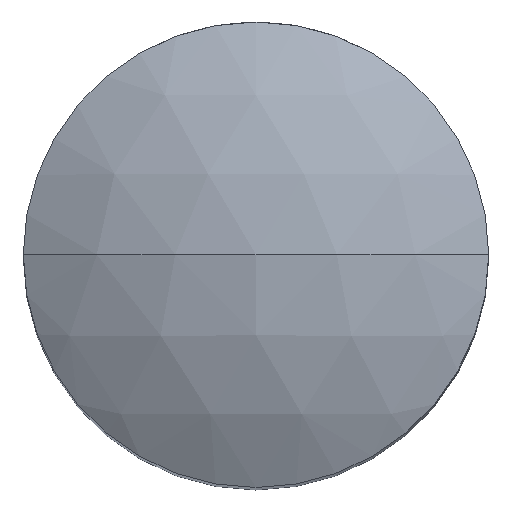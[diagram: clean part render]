
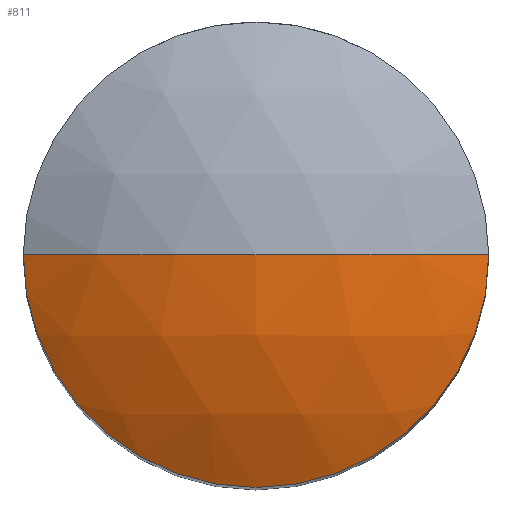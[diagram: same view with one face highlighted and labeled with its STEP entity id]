
A CAD part, top view. The second image highlights one B-rep face of the part: STEP entity #811.
In plain terms, the highlighted spherical face has radius 10 mm.
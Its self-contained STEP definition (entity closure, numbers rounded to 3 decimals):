
#10 = DIRECTION ( 'NONE',  ( 0., -1., 0. ) ) ;
#31 = CARTESIAN_POINT ( 'NONE',  ( -5., 0., 16.16 ) ) ;
#38 = ORIENTED_EDGE ( 'NONE', *, *, #753, .F. ) ;
#89 = DIRECTION ( 'NONE',  ( 1., 0., 0. ) ) ;
#93 = DIRECTION ( 'NONE',  ( 0., -1., 0. ) ) ;
#96 = CARTESIAN_POINT ( 'NONE',  ( 0., 0., 7.5 ) ) ;
#142 = DIRECTION ( 'NONE',  ( 0., 0., -1. ) ) ;
#183 = ORIENTED_EDGE ( 'NONE', *, *, #274, .T. ) ;
#199 = AXIS2_PLACEMENT_3D ( 'NONE', #568, #10, #807 ) ;
#225 = AXIS2_PLACEMENT_3D ( 'NONE', #558, #142, #621 ) ;
#246 = VERTEX_POINT ( 'NONE', #530 ) ;
#252 = DIRECTION ( 'NONE',  ( 0., 1., 0. ) ) ;
#274 = EDGE_CURVE ( 'NONE', #527, #302, #730, .T. ) ;
#302 = VERTEX_POINT ( 'NONE', #31 ) ;
#325 = AXIS2_PLACEMENT_3D ( 'NONE', #653, #252, #715 ) ;
#362 = ORIENTED_EDGE ( 'NONE', *, *, #549, .F. ) ;
#366 = FACE_OUTER_BOUND ( 'NONE', #672, .T. ) ;
#391 = CIRCLE ( 'NONE', #225, 5. ) ;
#467 = AXIS2_PLACEMENT_3D ( 'NONE', #96, #93, #89 ) ;
#527 = VERTEX_POINT ( 'NONE', #765 ) ;
#530 = CARTESIAN_POINT ( 'NONE',  ( 5., 0., 16.16 ) ) ;
#549 = EDGE_CURVE ( 'NONE', #527, #246, #858, .T. ) ;
#558 = CARTESIAN_POINT ( 'NONE',  ( 0., 0., 16.16 ) ) ;
#568 = CARTESIAN_POINT ( 'NONE',  ( 0., 0., 7.5 ) ) ;
#621 = DIRECTION ( 'NONE',  ( -1., 0., 0. ) ) ;
#653 = CARTESIAN_POINT ( 'NONE',  ( 0., 0., 7.5 ) ) ;
#672 = EDGE_LOOP ( 'NONE', ( #362, #183, #38 ) ) ;
#711 = SPHERICAL_SURFACE ( 'NONE', #199, 10. ) ;
#715 = DIRECTION ( 'NONE',  ( 0., 0., 1. ) ) ;
#730 = CIRCLE ( 'NONE', #467, 10. ) ;
#753 = EDGE_CURVE ( 'NONE', #246, #302, #391, .T. ) ;
#765 = CARTESIAN_POINT ( 'NONE',  ( 0., 0., 17.5 ) ) ;
#807 = DIRECTION ( 'NONE',  ( 1., 0., 0. ) ) ;
#811 = ADVANCED_FACE ( 'NONE', ( #366 ), #711, .T. ) ;
#858 = CIRCLE ( 'NONE', #325, 10. ) ;
